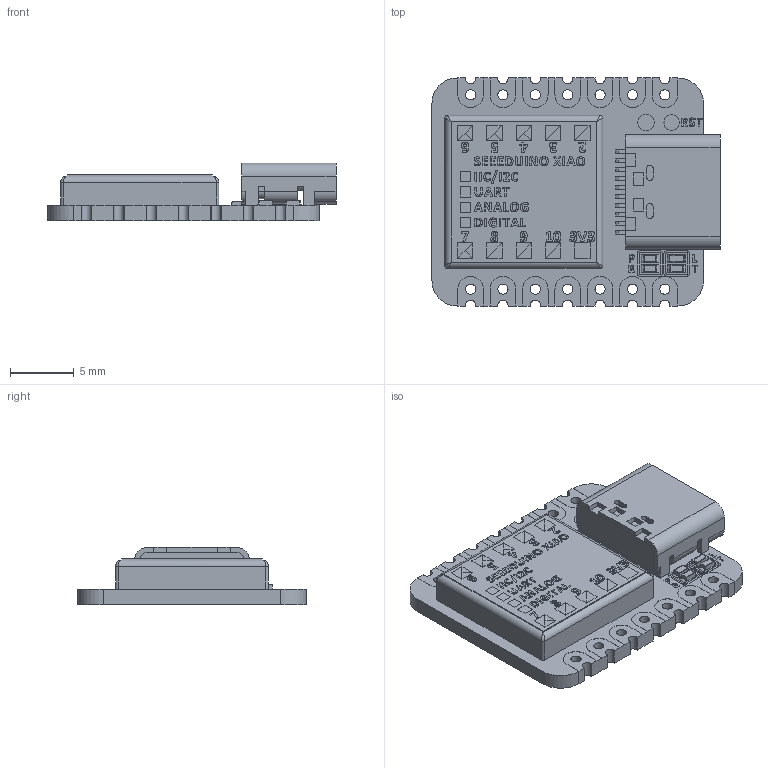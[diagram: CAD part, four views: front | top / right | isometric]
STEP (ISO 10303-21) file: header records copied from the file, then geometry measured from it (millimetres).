
FILE_DESCRIPTION(/* description */ (''),/* implementation_level */ '2;1');
FILE_NAME(/* name */ 'Seeeduino XIAO SAMD21 v4.step',/* time_stamp */ '2022-11-06T01:02:03+03:00',/* author */ (''),/* organization */ (''),/* preprocessor_version */ 'ST-DEVELOPER v19',/* originating_system */ 'Autodesk Translation Framework v11.7.0.108',/* authorisation */ '');
FILE_SCHEMA (('AUTOMOTIVE_DESIGN { 1 0 10303 214 3 1 1 }'));
Products named in the file (2): Seeeduino XIAO SAMD21; Component1
Assembly tree (1 placements, depth 2):
  Seeeduino XIAO SAMD21
    Component1
Bounding box: 22.6 x 17.9 x 4.51 mm (x, y, z)
Volume: 928.7 mm3; surface area: 2046.3 mm2
Topology: 5 solids, 5 shells, 2228 faces, 6052 edges, 4018 vertices
Faces by surface type: plane 1078, bspline 996, cylinder 152, torus 2
Full cylindrical faces by diameter (mm): 0.8 x14, 1 x4, 1.2 x1, 1.3 x1
Entity records: 116841 total; most frequent: CARTESIAN_POINT 65941, ORIENTED_EDGE 12096, DIRECTION 6848, EDGE_CURVE 6048, VERTEX_POINT 4018, LINE 3750, VECTOR 3750, EDGE_LOOP 2458
